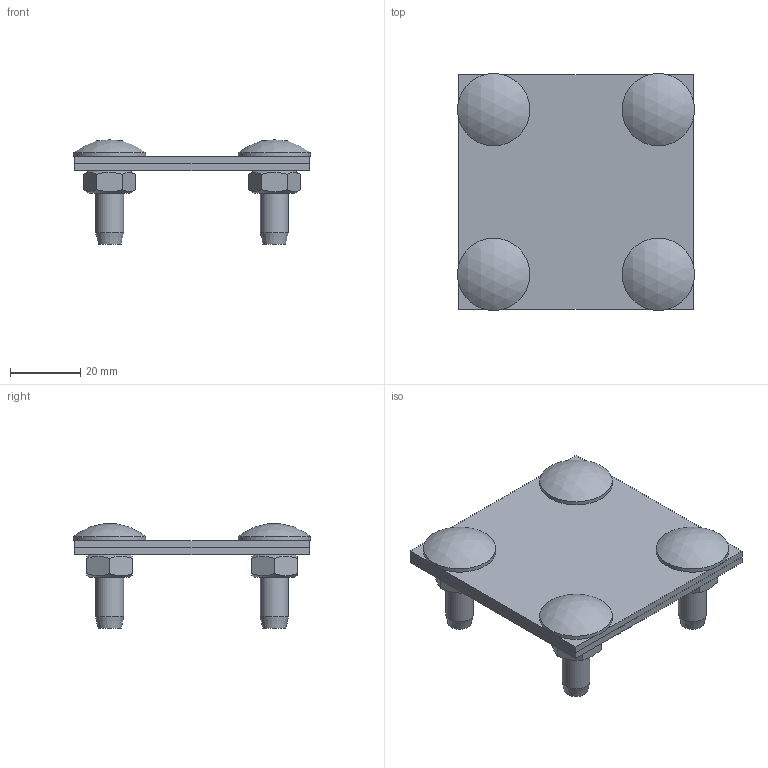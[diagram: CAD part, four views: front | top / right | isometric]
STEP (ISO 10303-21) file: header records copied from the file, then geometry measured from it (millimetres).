
FILE_DESCRIPTION(/* description */ (''),/* implementation_level */ '2;1');
FILE_NAME(/* name */ '504030.40 2XS-B40.stp',/* time_stamp */ '2023-05-19T12:55:08+03:00',/* author */ ('man37'),/* organization */ (''),/* preprocessor_version */ 'ST-DEVELOPER v19.2',/* originating_system */ 'Autodesk Inventor 2023',/* authorisation */ '');
FILE_SCHEMA (('AUTOMOTIVE_DESIGN { 1 0 10303 214 3 1 1 }'));
Length unit declared in the file: millimetre
Products named in the file (4): Соединитель крестообразный 
для полосы шириной 
до 40мм. Две пластины.; Пластина прямая 
под пруток 67-67 111; DIN 603 - M8 x 25; DIN 934 - M8
Assembly tree (10 placements, depth 2):
  Соединитель крестообразный 
для полосы шириной 
до 40мм. Две пластины.
    Пластина прямая 
под пруток 67-67 111  x2
    DIN 603 - M8 x 25  x4
    DIN 934 - M8  x4
Bounding box: 67.65 x 67.65 x 29.77 mm (x, y, z)
Volume: 29009.2 mm3; surface area: 26579.1 mm2
Topology: 10 solids, 10 shells, 152 faces, 352 edges, 224 vertices
Faces by surface type: plane 100, cone 36, cylinder 12, sphere 4
Full cylindrical faces by diameter (mm): 6.647 x4, 8 x4, 20.65 x4
Entity records: 1614 total; most frequent: CARTESIAN_POINT 297, DIRECTION 240, ORIENTED_EDGE 236, EDGE_CURVE 118, LINE 82, VECTOR 82, AXIS2_PLACEMENT_3D 79, VERTEX_POINT 76
